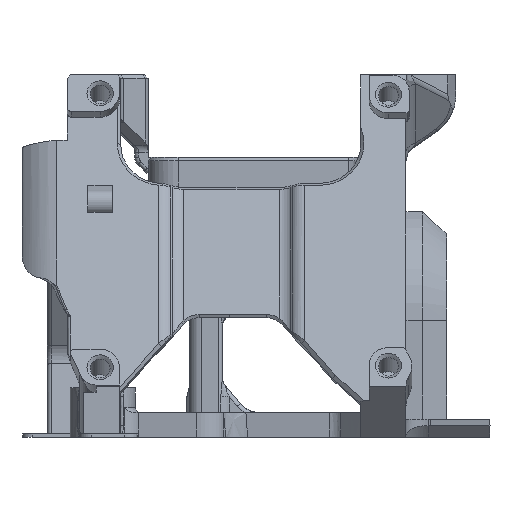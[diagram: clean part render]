
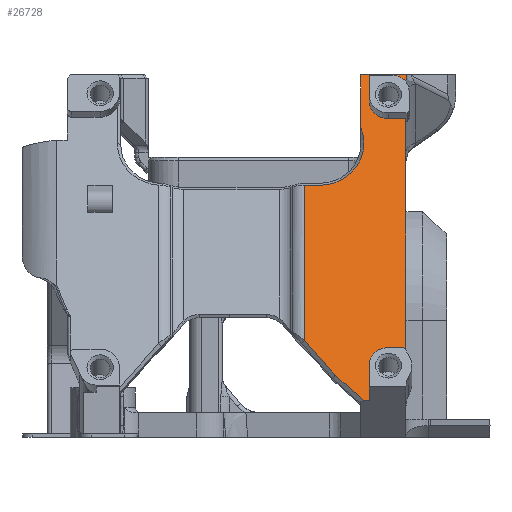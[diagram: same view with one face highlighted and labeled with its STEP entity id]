
A CAD part, left-side view. The second image highlights one B-rep face of the part: STEP entity #26728.
In plain terms, the highlighted planar face has unit normal (-0.94, 0, 0.342).
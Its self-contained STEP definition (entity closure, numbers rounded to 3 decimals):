
#1493=CIRCLE('',#28540,0.5);
#1496=CIRCLE('',#28545,2.35);
#1497=CIRCLE('',#28547,2.);
#1498=CIRCLE('',#28551,2.35);
#1510=CIRCLE('',#28587,2.536);
#1684=CIRCLE('',#29008,5.4);
#3166=B_SPLINE_CURVE_WITH_KNOTS('',3,(#51712,#51713,#51714,#51715),
 .UNSPECIFIED.,.F.,.F.,(4,4),(0.,0.001),
 .UNSPECIFIED.);
#8581=ORIENTED_EDGE('',*,*,#14525,.F.);
#8582=ORIENTED_EDGE('',*,*,#14526,.T.);
#8583=ORIENTED_EDGE('',*,*,#14527,.F.);
#8584=ORIENTED_EDGE('',*,*,#13826,.T.);
#8585=ORIENTED_EDGE('',*,*,#13816,.T.);
#8586=ORIENTED_EDGE('',*,*,#13811,.F.);
#8587=ORIENTED_EDGE('',*,*,#13807,.T.);
#8588=ORIENTED_EDGE('',*,*,#13866,.F.);
#8589=ORIENTED_EDGE('',*,*,#12398,.F.);
#8590=ORIENTED_EDGE('',*,*,#13825,.F.);
#8591=ORIENTED_EDGE('',*,*,#13823,.T.);
#8592=ORIENTED_EDGE('',*,*,#13821,.T.);
#8593=ORIENTED_EDGE('',*,*,#13820,.T.);
#8594=ORIENTED_EDGE('',*,*,#13817,.T.);
#8595=ORIENTED_EDGE('',*,*,#12393,.T.);
#8596=ORIENTED_EDGE('',*,*,#14528,.T.);
#8597=ORIENTED_EDGE('',*,*,#14506,.F.);
#8598=ORIENTED_EDGE('',*,*,#14529,.T.);
#8599=ORIENTED_EDGE('',*,*,#14511,.T.);
#8600=ORIENTED_EDGE('',*,*,#14530,.F.);
#8601=ORIENTED_EDGE('',*,*,#14346,.F.);
#12393=EDGE_CURVE('',#16260,#16259,#18725,.T.);
#12398=EDGE_CURVE('',#16264,#16265,#18729,.T.);
#13807=EDGE_CURVE('',#17222,#17223,#1493,.T.);
#13811=EDGE_CURVE('',#17222,#17226,#19192,.T.);
#13816=EDGE_CURVE('',#17228,#17226,#1496,.T.);
#13817=EDGE_CURVE('',#17230,#16260,#1497,.T.);
#13820=EDGE_CURVE('',#17231,#17230,#19198,.T.);
#13821=EDGE_CURVE('',#17232,#17231,#19199,.T.);
#13823=EDGE_CURVE('',#17233,#17232,#1498,.T.);
#13825=EDGE_CURVE('',#17233,#16264,#19202,.T.);
#13826=EDGE_CURVE('',#17234,#17228,#19203,.T.);
#13866=EDGE_CURVE('',#16265,#17223,#1510,.T.);
#14346=EDGE_CURVE('',#17221,#17532,#19401,.T.);
#14506=EDGE_CURVE('',#17629,#17630,#19488,.T.);
#14511=EDGE_CURVE('',#17635,#17634,#1684,.T.);
#14525=EDGE_CURVE('',#17645,#17221,#19502,.T.);
#14526=EDGE_CURVE('',#17645,#17646,#19503,.T.);
#14527=EDGE_CURVE('',#17234,#17646,#19504,.T.);
#14528=EDGE_CURVE('',#16259,#17630,#3166,.T.);
#14529=EDGE_CURVE('',#17629,#17635,#19505,.T.);
#14530=EDGE_CURVE('',#17532,#17634,#19506,.T.);
#16259=VERTEX_POINT('',#38796);
#16260=VERTEX_POINT('',#38798);
#16264=VERTEX_POINT('',#38811);
#16265=VERTEX_POINT('',#38813);
#17221=VERTEX_POINT('',#48320);
#17222=VERTEX_POINT('',#48338);
#17223=VERTEX_POINT('',#48339);
#17226=VERTEX_POINT('',#48347);
#17228=VERTEX_POINT('',#48353);
#17230=VERTEX_POINT('',#48359);
#17231=VERTEX_POINT('',#48363);
#17232=VERTEX_POINT('',#48367);
#17233=VERTEX_POINT('',#48371);
#17234=VERTEX_POINT('',#48377);
#17532=VERTEX_POINT('',#51023);
#17629=VERTEX_POINT('',#51661);
#17630=VERTEX_POINT('',#51663);
#17634=VERTEX_POINT('',#51675);
#17635=VERTEX_POINT('',#51677);
#17645=VERTEX_POINT('',#51706);
#17646=VERTEX_POINT('',#51710);
#18725=LINE('',#38797,#20420);
#18729=LINE('',#38812,#20424);
#19192=LINE('',#48346,#20887);
#19198=LINE('',#48364,#20893);
#19199=LINE('',#48366,#20894);
#19202=LINE('',#48374,#20897);
#19203=LINE('',#48376,#20898);
#19401=LINE('',#51022,#21096);
#19488=LINE('',#51662,#21183);
#19502=LINE('',#51707,#21197);
#19503=LINE('',#51709,#21198);
#19504=LINE('',#51711,#21199);
#19505=LINE('',#51716,#21200);
#19506=LINE('',#51717,#21201);
#20420=VECTOR('',#30986,1000.);
#20424=VECTOR('',#30990,1000.);
#20887=VECTOR('',#33069,1000.);
#20893=VECTOR('',#33087,1000.);
#20894=VECTOR('',#33090,1000.);
#20897=VECTOR('',#33099,1000.);
#20898=VECTOR('',#33102,1000.);
#21096=VECTOR('',#34014,1000.);
#21183=VECTOR('',#34291,1000.);
#21197=VECTOR('',#34319,1000.);
#21198=VECTOR('',#34322,1000.);
#21199=VECTOR('',#34323,1000.);
#21200=VECTOR('',#34324,1000.);
#21201=VECTOR('',#34325,1000.);
#22915=EDGE_LOOP('',(#8581,#8582,#8583,#8584,#8585,#8586,#8587,#8588,#8589,
#8590,#8591,#8592,#8593,#8594,#8595,#8596,#8597,#8598,#8599,#8600,#8601));
#24601=FACE_BOUND('',#22915,.T.);
#25489=PLANE('',#29013);
#26728=ADVANCED_FACE('',(#24601),#25489,.T.);
#28540=AXIS2_PLACEMENT_3D('',#48337,#33061,#33062);
#28545=AXIS2_PLACEMENT_3D('',#48356,#33077,#33078);
#28547=AXIS2_PLACEMENT_3D('',#48358,#33081,#33082);
#28551=AXIS2_PLACEMENT_3D('',#48370,#33094,#33095);
#28587=AXIS2_PLACEMENT_3D('',#48457,#33192,#33193);
#29008=AXIS2_PLACEMENT_3D('',#51676,#34298,#34299);
#29013=AXIS2_PLACEMENT_3D('',#51708,#34320,#34321);
#30986=DIRECTION('',(0.342,0.,0.94));
#30990=DIRECTION('',(-0.342,0.,-0.94));
#33061=DIRECTION('',(0.94,0.,-0.342));
#33062=DIRECTION('',(0.342,0.,0.94));
#33069=DIRECTION('',(0.,1.,0.));
#33077=DIRECTION('',(0.94,0.,-0.342));
#33078=DIRECTION('',(0.342,0.,0.94));
#33081=DIRECTION('',(0.94,0.,-0.342));
#33082=DIRECTION('',(0.342,0.,0.94));
#33087=DIRECTION('',(0.,-1.,0.));
#33090=DIRECTION('',(0.342,0.,0.94));
#33094=DIRECTION('',(0.94,0.,-0.342));
#33095=DIRECTION('',(0.342,0.,0.94));
#33099=DIRECTION('',(0.,-1.,0.));
#33102=DIRECTION('',(0.342,0.,0.94));
#33192=DIRECTION('',(0.94,0.,-0.342));
#33193=DIRECTION('',(0.342,0.,0.94));
#34014=DIRECTION('',(0.342,0.,0.94));
#34291=DIRECTION('',(0.,-1.,0.));
#34298=DIRECTION('',(0.94,0.,-0.342));
#34299=DIRECTION('',(0.342,0.,0.94));
#34319=DIRECTION('',(0.262,0.643,0.72));
#34320=DIRECTION('',(-0.94,0.,0.342));
#34321=DIRECTION('',(-0.342,0.,-0.94));
#34322=DIRECTION('',(-0.236,-0.725,-0.648));
#34323=DIRECTION('',(0.,1.,0.));
#34324=DIRECTION('',(-0.342,0.,-0.94));
#34325=DIRECTION('',(0.,-1.,0.));
#38796=CARTESIAN_POINT('',(-130.221,6.5,43.264));
#38797=CARTESIAN_POINT('',(-143.233,6.5,7.513));
#38798=CARTESIAN_POINT('',(-130.522,6.5,42.438));
#38811=CARTESIAN_POINT('',(-131.895,6.5,38.664));
#38812=CARTESIAN_POINT('',(-136.618,6.5,25.688));
#38813=CARTESIAN_POINT('',(-142.392,6.5,9.826));
#48320=CARTESIAN_POINT('',(-141.708,18.828,11.704));
#48337=CARTESIAN_POINT('',(-142.43,7.,9.722));
#48338=CARTESIAN_POINT('',(-142.259,7.,10.192));
#48339=CARTESIAN_POINT('',(-142.361,6.543,9.912));
#48346=CARTESIAN_POINT('',(-142.259,6.125,10.192));
#48347=CARTESIAN_POINT('',(-142.259,8.625,10.192));
#48353=CARTESIAN_POINT('',(-143.062,10.975,7.983));
#48356=CARTESIAN_POINT('',(-143.062,8.625,7.983));
#48358=CARTESIAN_POINT('',(-130.921,8.125,41.342));
#48359=CARTESIAN_POINT('',(-130.237,8.125,43.222));
#48363=CARTESIAN_POINT('',(-130.237,10.975,43.222));
#48364=CARTESIAN_POINT('',(-130.237,6.125,43.222));
#48366=CARTESIAN_POINT('',(-123.64,10.975,61.346));
#48367=CARTESIAN_POINT('',(-131.092,10.975,40.873));
#48370=CARTESIAN_POINT('',(-131.092,8.625,40.873));
#48371=CARTESIAN_POINT('',(-131.895,8.625,38.664));
#48374=CARTESIAN_POINT('',(-131.895,6.125,38.664));
#48376=CARTESIAN_POINT('',(-123.64,10.975,61.346));
#48377=CARTESIAN_POINT('',(-144.33,10.975,4.501));
#48457=CARTESIAN_POINT('',(-142.01,4.223,10.875));
#51022=CARTESIAN_POINT('',(-143.25,18.828,7.468));
#51023=CARTESIAN_POINT('',(-134.836,18.828,30.585));
#51661=CARTESIAN_POINT('',(-129.953,12.,44.));
#51662=CARTESIAN_POINT('',(-129.953,4.696,44.));
#51663=CARTESIAN_POINT('',(-129.953,6.466,44.));
#51675=CARTESIAN_POINT('',(-134.836,17.,30.585));
#51676=CARTESIAN_POINT('',(-132.989,17.,35.659));
#51677=CARTESIAN_POINT('',(-132.292,12.,37.576));
#51706=CARTESIAN_POINT('',(-143.22,15.12,7.552));
#51707=CARTESIAN_POINT('',(-140.731,21.225,14.388));
#51708=CARTESIAN_POINT('',(-143.233,43.625,7.513));
#51709=CARTESIAN_POINT('',(-138.358,30.068,20.909));
#51710=CARTESIAN_POINT('',(-144.33,11.706,4.501));
#51711=CARTESIAN_POINT('',(-144.33,43.625,4.501));
#51712=CARTESIAN_POINT('',(-130.221,6.5,43.264));
#51713=CARTESIAN_POINT('',(-130.132,6.5,43.51));
#51714=CARTESIAN_POINT('',(-130.043,6.482,43.755));
#51715=CARTESIAN_POINT('',(-129.953,6.466,44.));
#51716=CARTESIAN_POINT('',(-143.233,12.,7.513));
#51717=CARTESIAN_POINT('',(-134.836,27.711,30.585));
